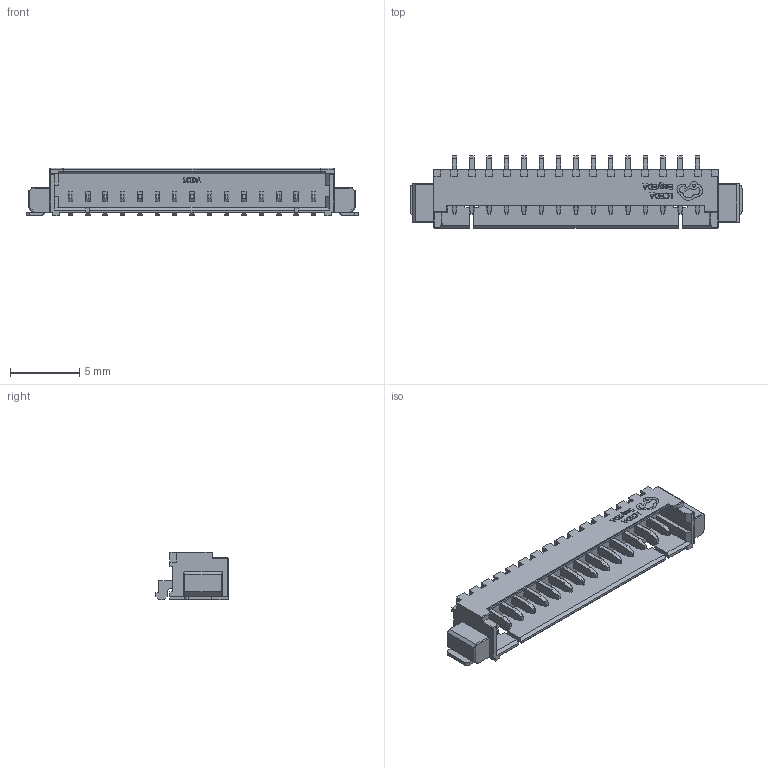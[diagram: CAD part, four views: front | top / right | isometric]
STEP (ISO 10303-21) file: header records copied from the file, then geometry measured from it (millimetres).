
FILE_DESCRIPTION (( 'STEP AP214' ), '1' );
FILE_NAME ('3D_PCB2_2024-03-27-15P_end.STEP', '2024-03-27T13:47:26', ( '' ), ( '' ), 'SwSTEP 2.0', 'SolidWorks 2018', '' );
FILE_SCHEMA (( 'AUTOMOTIVE_DESIGN' ));
Length unit declared in the file: millimetre
Products named in the file (5): CN1.step; 3D_PCB2_2024-03-27-15P.step; CONN-SMD_532611571.step; COMPOUND.step; 3D_PCB2_2024-03-27-15P_end
Assembly tree (4 placements, depth 5):
  3D_PCB2_2024-03-27-15P_end
    3D_PCB2_2024-03-27-15P.step
      CN1.step
        CONN-SMD_532611571.step
          COMPOUND.step
Bounding box: 23.9 x 5.19 x 3.4 mm (x, y, z)
Volume: 129.6 mm3; surface area: 595.6 mm2
Topology: 16 solids, 16 shells, 1077 faces, 2909 edges, 1903 vertices
Faces by surface type: plane 701, cylinder 238, bspline 136, sphere 2
Entity records: 38871 total; most frequent: CARTESIAN_POINT 9906, ORIENTED_EDGE 5814, DIRECTION 4398, EDGE_CURVE 2907, VECTOR 2232, LINE 2232, VERTEX_POINT 1903, EDGE_LOOP 1130
